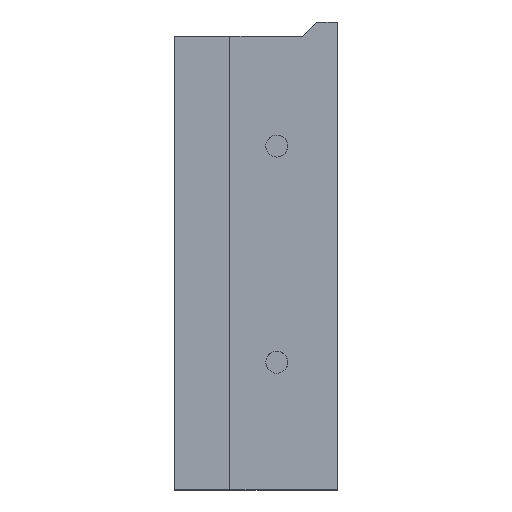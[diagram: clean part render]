
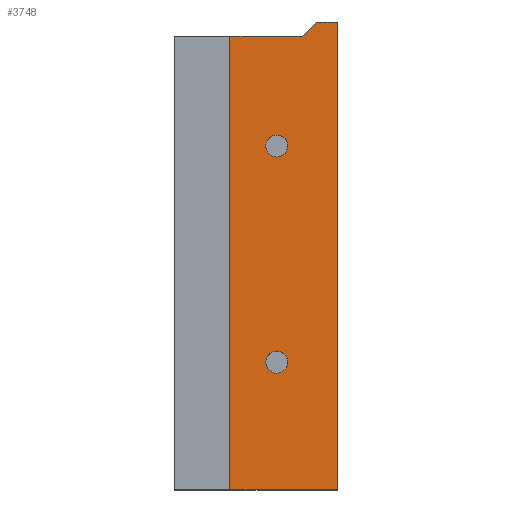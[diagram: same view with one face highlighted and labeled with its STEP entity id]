
A CAD part, front view. The second image highlights one B-rep face of the part: STEP entity #3748.
In plain terms, the highlighted free-form (B-spline) face has degree [1, 1] with [2, 3] control points.
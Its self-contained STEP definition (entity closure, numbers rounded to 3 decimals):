
#2554=CARTESIAN_POINT('',(267.552,42.732,570.05));
#2555=VERTEX_POINT('',#2554);
#2556=CARTESIAN_POINT('',(267.552,42.732,470.05));
#2557=VERTEX_POINT('',#2556);
#2558=CARTESIAN_POINT('',(267.552,42.732,570.05));
#2559=CARTESIAN_POINT('',(267.552,42.732,536.716));
#2560=CARTESIAN_POINT('',(267.552,42.732,503.383));
#2561=CARTESIAN_POINT('',(267.552,42.732,470.05));
#2562=B_SPLINE_CURVE_WITH_KNOTS('',3,(#2558,#2559,#2560,#2561),.UNSPECIFIED.,.F.,.F.,(4,4),(0.126,0.226),.UNSPECIFIED.);
#2563=EDGE_CURVE('',#2555,#2557,#2562,.T.);
#3001=CARTESIAN_POINT('',(260.073,42.732,567.05));
#3002=VERTEX_POINT('',#3001);
#3018=CARTESIAN_POINT('',(244.573,42.732,567.05));
#3019=VERTEX_POINT('',#3018);
#3026=CARTESIAN_POINT('',(244.573,42.732,567.05));
#3027=CARTESIAN_POINT('',(249.74,42.732,567.05));
#3028=CARTESIAN_POINT('',(254.906,42.732,567.05));
#3029=CARTESIAN_POINT('',(260.073,42.732,567.05));
#3030=B_SPLINE_CURVE_WITH_KNOTS('',3,(#3026,#3027,#3028,#3029),.UNSPECIFIED.,.F.,.F.,(4,4),(0.087,0.103),.UNSPECIFIED.);
#3031=EDGE_CURVE('',#3019,#3002,#3030,.T.);
#3082=CARTESIAN_POINT('',(244.573,42.732,470.05));
#3083=VERTEX_POINT('',#3082);
#3084=CARTESIAN_POINT('',(244.573,42.732,470.05));
#3085=CARTESIAN_POINT('',(252.233,42.732,470.05));
#3086=CARTESIAN_POINT('',(259.893,42.732,470.05));
#3087=CARTESIAN_POINT('',(267.552,42.732,470.05));
#3088=B_SPLINE_CURVE_WITH_KNOTS('',3,(#3084,#3085,#3086,#3087),.UNSPECIFIED.,.F.,.F.,(4,4),(0.005,0.028),.UNSPECIFIED.);
#3089=EDGE_CURVE('',#3083,#2557,#3088,.T.);
#3312=CARTESIAN_POINT('',(244.573,42.732,567.05));
#3313=CARTESIAN_POINT('',(244.573,42.732,534.716));
#3314=CARTESIAN_POINT('',(244.573,42.732,502.383));
#3315=CARTESIAN_POINT('',(244.573,42.732,470.05));
#3316=B_SPLINE_CURVE_WITH_KNOTS('',3,(#3312,#3313,#3314,#3315),.UNSPECIFIED.,.F.,.F.,(4,4),(0.4,0.497),.UNSPECIFIED.);
#3317=EDGE_CURVE('',#3019,#3083,#3316,.T.);
#3652=CARTESIAN_POINT('',(263.073,42.732,570.05));
#3653=VERTEX_POINT('',#3652);
#3660=CARTESIAN_POINT('',(263.073,42.732,570.05));
#3661=CARTESIAN_POINT('',(264.566,42.732,570.05));
#3662=CARTESIAN_POINT('',(266.059,42.732,570.05));
#3663=CARTESIAN_POINT('',(267.552,42.732,570.05));
#3664=B_SPLINE_CURVE_WITH_KNOTS('',3,(#3660,#3661,#3662,#3663),.UNSPECIFIED.,.F.,.F.,(4,4),(0.03,0.034),.UNSPECIFIED.);
#3665=EDGE_CURVE('',#3653,#2555,#3664,.T.);
#3683=CARTESIAN_POINT('',(260.073,42.732,567.05));
#3684=CARTESIAN_POINT('',(261.073,42.732,568.05));
#3685=CARTESIAN_POINT('',(262.073,42.732,569.05));
#3686=CARTESIAN_POINT('',(263.073,42.732,570.05));
#3687=B_SPLINE_CURVE_WITH_KNOTS('',3,(#3683,#3684,#3685,#3686),.UNSPECIFIED.,.F.,.F.,(4,4),(0.,0.004),.UNSPECIFIED.);
#3688=EDGE_CURVE('',#3002,#3653,#3687,.T.);
#3693=CARTESIAN_POINT('',(267.853,42.732,570.05));
#3694=CARTESIAN_POINT('',(267.573,42.732,570.05));
#3695=CARTESIAN_POINT('',(239.57,42.732,570.05));
#3696=CARTESIAN_POINT('',(267.853,42.732,470.05));
#3697=CARTESIAN_POINT('',(267.573,42.732,470.05));
#3698=CARTESIAN_POINT('',(239.57,42.732,470.05));
#3699=B_SPLINE_SURFACE_WITH_KNOTS('',1,1,((#3693,#3694,#3695),(#3696,#3697,#3698)),.UNSPECIFIED.,.F.,.F.,.U.,(2,2),(2,1,2),(0.,1.),(-0.01,0.,1.),.UNSPECIFIED.);
#3700=CARTESIAN_POINT('',(252.527,42.732,544.706));
#3701=VERTEX_POINT('',#3700);
#3702=CARTESIAN_POINT('',(254.573,42.732,541.2));
#3703=VERTEX_POINT('',#3702);
#3704=CARTESIAN_POINT('',(254.573,42.732,543.55));
#3705=DIRECTION('',(0.,1.,0.));
#3706=DIRECTION('',(-0.871,-0.,0.492));
#3707=AXIS2_PLACEMENT_3D('',#3704,#3705,#3706);
#3708=CIRCLE('',#3707,2.35);
#3709=EDGE_CURVE('',#3701,#3703,#3708,.T.);
#3710=ORIENTED_EDGE('',*,*,#3709,.T.);
#3711=CARTESIAN_POINT('',(254.573,42.732,543.55));
#3712=DIRECTION('',(0.,1.,0.));
#3713=DIRECTION('',(-0.871,-0.,0.492));
#3714=AXIS2_PLACEMENT_3D('',#3711,#3712,#3713);
#3715=CIRCLE('',#3714,2.35);
#3716=EDGE_CURVE('',#3703,#3701,#3715,.T.);
#3717=ORIENTED_EDGE('',*,*,#3716,.T.);
#3718=EDGE_LOOP('',(#3710,#3717));
#3719=FACE_BOUND('',#3718,.T.);
#3720=CARTESIAN_POINT('',(252.397,42.732,498.237));
#3721=VERTEX_POINT('',#3720);
#3722=CARTESIAN_POINT('',(254.573,42.732,495.));
#3723=VERTEX_POINT('',#3722);
#3724=CARTESIAN_POINT('',(254.573,42.732,497.35));
#3725=DIRECTION('',(0.,1.,0.));
#3726=DIRECTION('',(-0.926,-0.,0.378));
#3727=AXIS2_PLACEMENT_3D('',#3724,#3725,#3726);
#3728=CIRCLE('',#3727,2.35);
#3729=EDGE_CURVE('',#3721,#3723,#3728,.T.);
#3730=ORIENTED_EDGE('',*,*,#3729,.T.);
#3731=CARTESIAN_POINT('',(254.573,42.732,497.35));
#3732=DIRECTION('',(0.,1.,0.));
#3733=DIRECTION('',(-0.926,-0.,0.378));
#3734=AXIS2_PLACEMENT_3D('',#3731,#3732,#3733);
#3735=CIRCLE('',#3734,2.35);
#3736=EDGE_CURVE('',#3723,#3721,#3735,.T.);
#3737=ORIENTED_EDGE('',*,*,#3736,.T.);
#3738=EDGE_LOOP('',(#3730,#3737));
#3739=FACE_BOUND('',#3738,.T.);
#3740=ORIENTED_EDGE('',*,*,#3031,.F.);
#3741=ORIENTED_EDGE('',*,*,#3317,.T.);
#3742=ORIENTED_EDGE('',*,*,#3089,.T.);
#3743=ORIENTED_EDGE('',*,*,#2563,.F.);
#3744=ORIENTED_EDGE('',*,*,#3665,.F.);
#3745=ORIENTED_EDGE('',*,*,#3688,.F.);
#3746=EDGE_LOOP('',(#3740,#3741,#3742,#3743,#3744,#3745));
#3747=FACE_BOUND('',#3746,.T.);
#3748=ADVANCED_FACE('',(#3719,#3739,#3747),#3699,.F.);
